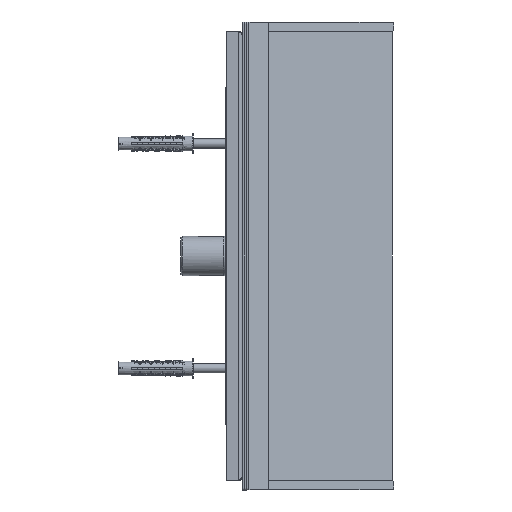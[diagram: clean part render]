
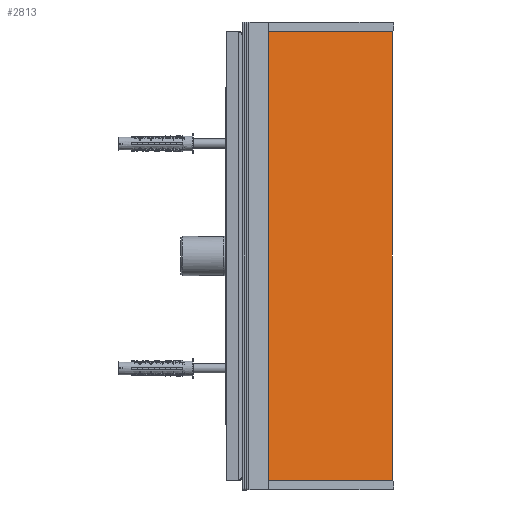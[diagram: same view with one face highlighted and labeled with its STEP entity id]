
A CAD part, front view. The second image highlights one B-rep face of the part: STEP entity #2813.
In plain terms, the highlighted planar face has unit normal (0.574, -0.819, 0).
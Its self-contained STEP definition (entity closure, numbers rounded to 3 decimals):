
#2813=ADVANCED_FACE('',(#4843),#4844,.T.);
#4843=FACE_OUTER_BOUND('',#7216,.T.);
#4844=PLANE('',#7217);
#7216=EDGE_LOOP('',(#11856,#11857,#11858,#11859,#11860,#11861));
#7217=AXIS2_PLACEMENT_3D('',#11862,#11863,#11864);
#11856=ORIENTED_EDGE('',*,*,#14079,.T.);
#11857=ORIENTED_EDGE('',*,*,#14060,.T.);
#11858=ORIENTED_EDGE('',*,*,#14072,.F.);
#11859=ORIENTED_EDGE('',*,*,#14080,.F.);
#11860=ORIENTED_EDGE('',*,*,#14067,.T.);
#11861=ORIENTED_EDGE('',*,*,#14051,.T.);
#11862=CARTESIAN_POINT('',(-0.934,54.548,-500000.0));
#11863=DIRECTION('',(0.574,-0.819,0.0));
#11864=DIRECTION('',(0.819,0.574,0.0));
#14051=EDGE_CURVE('',#16809,#16807,#16810,.T.);
#14060=EDGE_CURVE('',#16824,#16822,#16825,.T.);
#14067=EDGE_CURVE('',#16834,#16809,#16835,.T.);
#14072=EDGE_CURVE('',#16841,#16822,#16842,.T.);
#14079=EDGE_CURVE('',#16807,#16824,#16852,.T.);
#14080=EDGE_CURVE('',#16834,#16841,#16853,.T.);
#16807=VERTEX_POINT('',#21384);
#16809=VERTEX_POINT('',#21387);
#16810=CIRCLE('',#21388,1.0);
#16822=VERTEX_POINT('',#21403);
#16824=VERTEX_POINT('',#21406);
#16825=CIRCLE('',#21407,1.0);
#16834=VERTEX_POINT('',#21420);
#16835=LINE('',#21421,#21422);
#16841=VERTEX_POINT('',#21429);
#16842=LINE('',#21430,#21431);
#16852=LINE('',#21444,#21445);
#16853=LINE('',#21446,#21447);
#21384=CARTESIAN_POINT('',(37.976,81.793,-124.));
#21387=CARTESIAN_POINT('',(37.157,81.219,-125.0));
#21388=AXIS2_PLACEMENT_3D('',#23711,#23712,#23713);
#21403=CARTESIAN_POINT('',(37.157,81.219,125.0));
#21406=CARTESIAN_POINT('',(37.976,81.793,124.));
#21407=AXIS2_PLACEMENT_3D('',#23724,#23725,#23726);
#21420=CARTESIAN_POINT('',(-39.844,27.303,-125.));
#21421=CARTESIAN_POINT('',(-0.934,54.548,-125.0));
#21422=VECTOR('',#23731,1.0);
#21429=CARTESIAN_POINT('',(-39.844,27.303,125.));
#21430=CARTESIAN_POINT('',(-0.934,54.548,125.0));
#21431=VECTOR('',#23739,1.0);
#21444=CARTESIAN_POINT('',(37.976,81.793,-500000.0));
#21445=VECTOR('',#23749,1.0);
#21446=CARTESIAN_POINT('',(-39.844,27.303,-500000.0));
#21447=VECTOR('',#23750,1.0);
#23711=CARTESIAN_POINT('',(37.157,81.219,-124.0));
#23712=DIRECTION('',(0.574,-0.819,0.0));
#23713=DIRECTION('',(0.819,0.574,0.0));
#23724=CARTESIAN_POINT('',(37.157,81.219,124.));
#23725=DIRECTION('',(0.574,-0.819,0.0));
#23726=DIRECTION('',(0.819,0.574,0.0));
#23731=DIRECTION('',(0.819,0.574,0.0));
#23739=DIRECTION('',(0.819,0.574,0.0));
#23749=DIRECTION('',(0.0,0.0,1.0));
#23750=DIRECTION('',(0.0,0.0,1.0));
